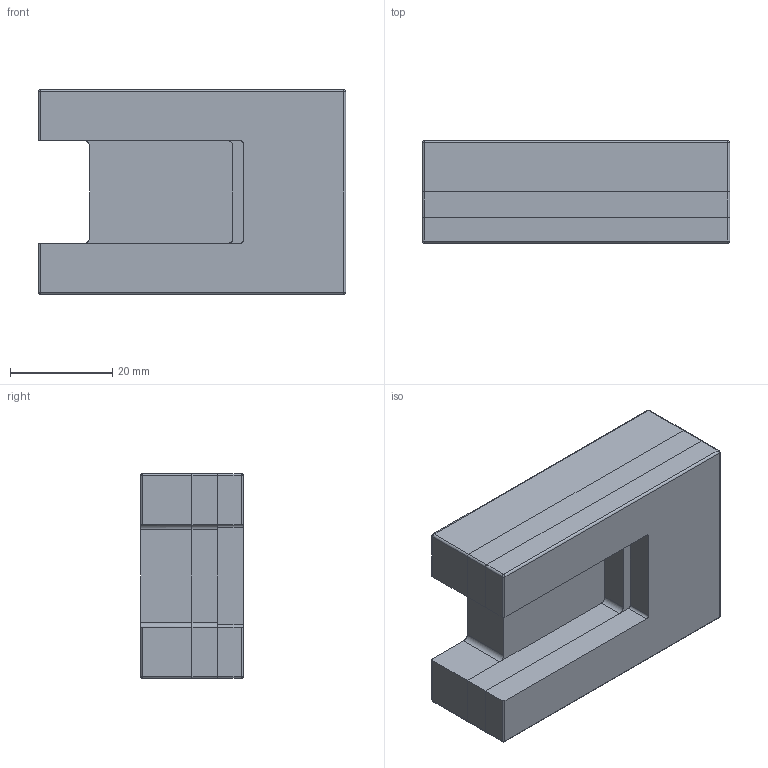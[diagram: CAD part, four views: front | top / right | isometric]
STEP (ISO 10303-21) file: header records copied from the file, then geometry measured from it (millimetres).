
FILE_DESCRIPTION(/* description */ (''),/* implementation_level */ '2;1');
FILE_NAME(/* name */ 'STEC6B4',/* time_stamp */ '2025-05-13T23:16:52+08:00',/* author */ (''),/* organization */ (''),/* preprocessor_version */ 'ST-DEVELOPER v16.5',/* originating_system */ '',/* authorisation */ '');
FILE_SCHEMA (('CONFIG_CONTROL_DESIGN'));
Length unit declared in the file: millimetre
Products named in the file (1): Document
Bounding box: 60 x 20 x 40 mm (x, y, z)
Volume: 38192 mm3; surface area: 9290 mm2
Topology: 1 solids, 1 shells, 64 faces, 138 edges, 76 vertices
Faces by surface type: bspline 64
Entity records: 3556 total; most frequent: CARTESIAN_POINT 1828, ORIENTED_EDGE 276, PCURVE 276, DEFINITIONAL_REPRESENTATION 276, B_SPLINE_CURVE_WITH_KNOTS 260, SURFACE_CURVE 138, EDGE_CURVE 138, VERTEX_POINT 76
